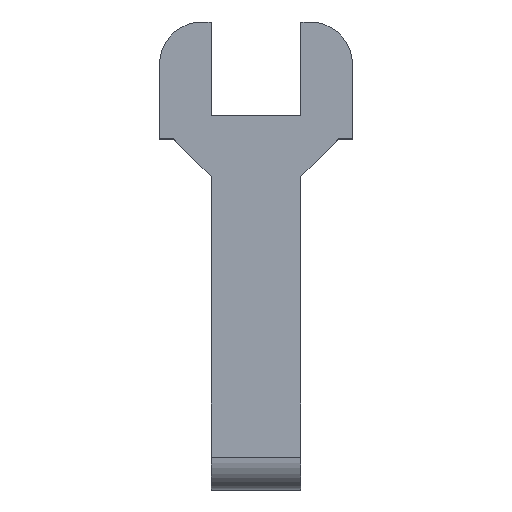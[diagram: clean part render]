
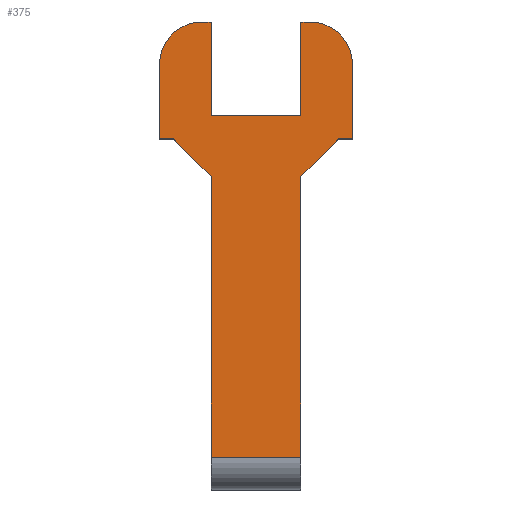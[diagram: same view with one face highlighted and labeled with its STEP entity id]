
A CAD part, top view. The second image highlights one B-rep face of the part: STEP entity #375.
In plain terms, the highlighted planar face has unit normal (0, 0, 1).
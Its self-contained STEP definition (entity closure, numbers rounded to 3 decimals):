
#16=PLANE('',#411);
#33=FACE_OUTER_BOUND('',#53,.T.);
#53=EDGE_LOOP('',(#269,#270,#271,#272,#273,#274,#275,#276,#277,#278,#279,
#280,#281,#282,#283,#284));
#73=LINE('',#551,#119);
#76=LINE('',#557,#122);
#77=LINE('',#559,#123);
#78=LINE('',#561,#124);
#79=LINE('',#563,#125);
#80=LINE('',#565,#126);
#81=LINE('',#567,#127);
#82=LINE('',#569,#128);
#83=LINE('',#571,#129);
#84=LINE('',#573,#130);
#85=LINE('',#577,#131);
#86=LINE('',#579,#132);
#87=LINE('',#581,#133);
#88=LINE('',#582,#134);
#119=VECTOR('',#447,10.);
#122=VECTOR('',#452,10.);
#123=VECTOR('',#453,10.);
#124=VECTOR('',#454,10.);
#125=VECTOR('',#455,10.);
#126=VECTOR('',#456,10.);
#127=VECTOR('',#457,10.);
#128=VECTOR('',#458,10.);
#129=VECTOR('',#459,10.);
#130=VECTOR('',#460,10.);
#131=VECTOR('',#463,10.);
#132=VECTOR('',#464,10.);
#133=VECTOR('',#465,10.);
#134=VECTOR('',#466,10.);
#163=CIRCLE('',#408,4.5);
#165=CIRCLE('',#412,4.5);
#171=VERTEX_POINT('',#541);
#172=VERTEX_POINT('',#542);
#175=VERTEX_POINT('',#550);
#177=VERTEX_POINT('',#556);
#178=VERTEX_POINT('',#558);
#179=VERTEX_POINT('',#560);
#180=VERTEX_POINT('',#562);
#181=VERTEX_POINT('',#564);
#182=VERTEX_POINT('',#566);
#183=VERTEX_POINT('',#568);
#184=VERTEX_POINT('',#570);
#185=VERTEX_POINT('',#572);
#186=VERTEX_POINT('',#574);
#187=VERTEX_POINT('',#576);
#188=VERTEX_POINT('',#578);
#189=VERTEX_POINT('',#580);
#207=EDGE_CURVE('',#171,#172,#163,.T.);
#211=EDGE_CURVE('',#175,#172,#73,.T.);
#214=EDGE_CURVE('',#171,#177,#76,.T.);
#215=EDGE_CURVE('',#177,#178,#77,.T.);
#216=EDGE_CURVE('',#179,#178,#78,.T.);
#217=EDGE_CURVE('',#179,#180,#79,.T.);
#218=EDGE_CURVE('',#181,#180,#80,.T.);
#219=EDGE_CURVE('',#181,#182,#81,.T.);
#220=EDGE_CURVE('',#183,#182,#82,.T.);
#221=EDGE_CURVE('',#183,#184,#83,.T.);
#222=EDGE_CURVE('',#184,#185,#84,.T.);
#223=EDGE_CURVE('',#186,#185,#165,.T.);
#224=EDGE_CURVE('',#186,#187,#85,.T.);
#225=EDGE_CURVE('',#187,#188,#86,.T.);
#226=EDGE_CURVE('',#188,#189,#87,.T.);
#227=EDGE_CURVE('',#189,#175,#88,.T.);
#269=ORIENTED_EDGE('',*,*,#207,.F.);
#270=ORIENTED_EDGE('',*,*,#214,.T.);
#271=ORIENTED_EDGE('',*,*,#215,.T.);
#272=ORIENTED_EDGE('',*,*,#216,.F.);
#273=ORIENTED_EDGE('',*,*,#217,.T.);
#274=ORIENTED_EDGE('',*,*,#218,.F.);
#275=ORIENTED_EDGE('',*,*,#219,.T.);
#276=ORIENTED_EDGE('',*,*,#220,.F.);
#277=ORIENTED_EDGE('',*,*,#221,.T.);
#278=ORIENTED_EDGE('',*,*,#222,.T.);
#279=ORIENTED_EDGE('',*,*,#223,.F.);
#280=ORIENTED_EDGE('',*,*,#224,.T.);
#281=ORIENTED_EDGE('',*,*,#225,.T.);
#282=ORIENTED_EDGE('',*,*,#226,.T.);
#283=ORIENTED_EDGE('',*,*,#227,.T.);
#284=ORIENTED_EDGE('',*,*,#211,.T.);
#375=ADVANCED_FACE('',(#33),#16,.T.);
#408=AXIS2_PLACEMENT_3D('',#543,#439,#440);
#411=AXIS2_PLACEMENT_3D('',#555,#450,#451);
#412=AXIS2_PLACEMENT_3D('',#575,#461,#462);
#439=DIRECTION('center_axis',(0.,0.,-1.));
#440=DIRECTION('ref_axis',(-0.707,0.707,0.));
#447=DIRECTION('',(-1.,0.,0.));
#450=DIRECTION('center_axis',(0.,0.,1.));
#451=DIRECTION('ref_axis',(1.,0.,0.));
#452=DIRECTION('',(0.,-1.,0.));
#453=DIRECTION('',(1.,0.,0.));
#454=DIRECTION('',(-0.707,0.707,0.));
#455=DIRECTION('',(0.,-1.,0.));
#456=DIRECTION('',(-1.,0.,0.));
#457=DIRECTION('',(0.,1.,0.));
#458=DIRECTION('',(-0.707,-0.707,0.));
#459=DIRECTION('',(1.,0.,0.));
#460=DIRECTION('',(0.,1.,0.));
#461=DIRECTION('center_axis',(0.,0.,-1.));
#462=DIRECTION('ref_axis',(0.707,0.707,0.));
#463=DIRECTION('',(-1.,0.,0.));
#464=DIRECTION('',(0.,-1.,0.));
#465=DIRECTION('',(-1.,0.,0.));
#466=DIRECTION('',(0.,1.,0.));
#541=CARTESIAN_POINT('',(-10.3,0.5,10.));
#542=CARTESIAN_POINT('',(-5.8,5.,10.));
#543=CARTESIAN_POINT('Origin',(-5.8,0.5,10.));
#550=CARTESIAN_POINT('',(-4.8,5.,10.));
#551=CARTESIAN_POINT('',(-4.8,5.,10.));
#555=CARTESIAN_POINT('Origin',(0.,-20.,10.));
#556=CARTESIAN_POINT('',(-10.3,-7.5,10.));
#557=CARTESIAN_POINT('',(-10.3,-7.5,10.));
#558=CARTESIAN_POINT('',(-8.8,-7.5,10.));
#559=CARTESIAN_POINT('',(-4.8,-7.5,10.));
#560=CARTESIAN_POINT('',(-4.8,-11.5,10.));
#561=CARTESIAN_POINT('',(-2.475,-13.825,10.));
#562=CARTESIAN_POINT('',(-4.8,-41.5,10.));
#563=CARTESIAN_POINT('',(-4.8,-45.,10.));
#564=CARTESIAN_POINT('',(4.8,-41.5,10.));
#565=CARTESIAN_POINT('',(-2.4,-41.5,10.));
#566=CARTESIAN_POINT('',(4.8,-11.5,10.));
#567=CARTESIAN_POINT('',(4.8,-7.5,10.));
#568=CARTESIAN_POINT('',(8.8,-7.5,10.));
#569=CARTESIAN_POINT('',(2.475,-13.825,10.));
#570=CARTESIAN_POINT('',(10.3,-7.5,10.));
#571=CARTESIAN_POINT('',(10.3,-7.5,10.));
#572=CARTESIAN_POINT('',(10.3,0.5,10.));
#573=CARTESIAN_POINT('',(10.3,7.5,10.));
#574=CARTESIAN_POINT('',(5.8,5.,10.));
#575=CARTESIAN_POINT('Origin',(5.8,0.5,10.));
#576=CARTESIAN_POINT('',(4.8,5.,10.));
#577=CARTESIAN_POINT('',(4.8,5.,10.));
#578=CARTESIAN_POINT('',(4.8,-5.,10.));
#579=CARTESIAN_POINT('',(4.8,5.,10.));
#580=CARTESIAN_POINT('',(-4.8,-5.,10.));
#581=CARTESIAN_POINT('',(-4.8,-5.,10.));
#582=CARTESIAN_POINT('',(-4.8,-5.,10.));
